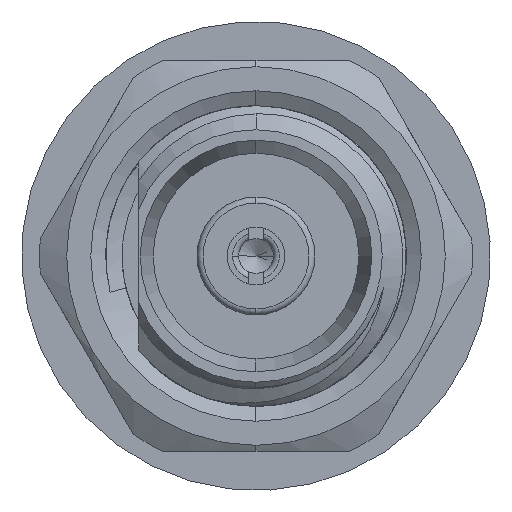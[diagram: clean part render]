
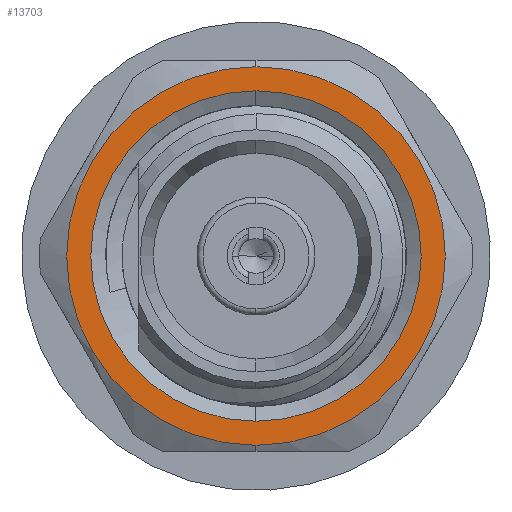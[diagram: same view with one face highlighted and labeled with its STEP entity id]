
A CAD part, left-side view. The second image highlights one B-rep face of the part: STEP entity #13703.
In plain terms, the highlighted planar face has unit normal (-1, 0, 0).
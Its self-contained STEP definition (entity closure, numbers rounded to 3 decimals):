
#842 = CIRCLE ( 'NONE', #28772, 3.15 ) ;
#1359 = CARTESIAN_POINT ( 'NONE',  ( 4.4, 0., -3.15 ) ) ;
#1578 = PLANE ( 'NONE',  #32864 ) ;
#1646 = AXIS2_PLACEMENT_3D ( 'NONE', #5848, #27972, #9040 ) ;
#2254 = ORIENTED_EDGE ( 'NONE', *, *, #5065, .T. ) ;
#4532 = ORIENTED_EDGE ( 'NONE', *, *, #24033, .F. ) ;
#4977 = CARTESIAN_POINT ( 'NONE',  ( 4.4, 0., 0. ) ) ;
#5065 = EDGE_CURVE ( 'NONE', #38293, #40786, #39648, .T. ) ;
#5501 = AXIS2_PLACEMENT_3D ( 'NONE', #29335, #10379, #32533 ) ;
#5661 = CARTESIAN_POINT ( 'NONE',  ( 4.4, 0., 0. ) ) ;
#5848 = CARTESIAN_POINT ( 'NONE',  ( 4.4, 0., 0. ) ) ;
#7264 = EDGE_CURVE ( 'NONE', #40786, #38293, #15110, .T. ) ;
#8031 = CARTESIAN_POINT ( 'NONE',  ( 4.4, 0., -2.749 ) ) ;
#8183 = DIRECTION ( 'NONE',  ( 0., 0., -1. ) ) ;
#8240 = ORIENTED_EDGE ( 'NONE', *, *, #7264, .T. ) ;
#8856 = DIRECTION ( 'NONE',  ( 0., 0., -1. ) ) ;
#9040 = DIRECTION ( 'NONE',  ( 0., 0., 1. ) ) ;
#10379 = DIRECTION ( 'NONE',  ( 1., 0., 0. ) ) ;
#13703 = ADVANCED_FACE ( 'NONE', ( #21529, #30941 ), #1578, .T. ) ;
#15110 = CIRCLE ( 'NONE', #1646, 2.749 ) ;
#17468 = CARTESIAN_POINT ( 'NONE',  ( 4.4, 0., 0. ) ) ;
#19894 = EDGE_LOOP ( 'NONE', ( #4532, #25914 ) ) ;
#20642 = DIRECTION ( 'NONE',  ( 0., 0., 1. ) ) ;
#20721 = CIRCLE ( 'NONE', #37474, 3.15 ) ;
#21529 = FACE_BOUND ( 'NONE', #28093, .T. ) ;
#24033 = EDGE_CURVE ( 'NONE', #28885, #26840, #20721, .T. ) ;
#25151 = CARTESIAN_POINT ( 'NONE',  ( 4.4, 0., 2.749 ) ) ;
#25914 = ORIENTED_EDGE ( 'NONE', *, *, #32184, .F. ) ;
#26840 = VERTEX_POINT ( 'NONE', #30835 ) ;
#27105 = DIRECTION ( 'NONE',  ( 1., 0., 0. ) ) ;
#27787 = DIRECTION ( 'NONE',  ( 1., 0., 0. ) ) ;
#27972 = DIRECTION ( 'NONE',  ( 1., 0., 0. ) ) ;
#28093 = EDGE_LOOP ( 'NONE', ( #8240, #2254 ) ) ;
#28772 = AXIS2_PLACEMENT_3D ( 'NONE', #4977, #27105, #8183 ) ;
#28885 = VERTEX_POINT ( 'NONE', #1359 ) ;
#29335 = CARTESIAN_POINT ( 'NONE',  ( 4.4, 0., 0. ) ) ;
#30835 = CARTESIAN_POINT ( 'NONE',  ( 4.4, 0., 3.15 ) ) ;
#30941 = FACE_OUTER_BOUND ( 'NONE', #19894, .T. ) ;
#32184 = EDGE_CURVE ( 'NONE', #26840, #28885, #842, .T. ) ;
#32533 = DIRECTION ( 'NONE',  ( 0., 0., 1. ) ) ;
#32864 = AXIS2_PLACEMENT_3D ( 'NONE', #17468, #39598, #20642 ) ;
#37474 = AXIS2_PLACEMENT_3D ( 'NONE', #5661, #27787, #8856 ) ;
#38293 = VERTEX_POINT ( 'NONE', #8031 ) ;
#39598 = DIRECTION ( 'NONE',  ( -1., 0., 0. ) ) ;
#39648 = CIRCLE ( 'NONE', #5501, 2.749 ) ;
#40786 = VERTEX_POINT ( 'NONE', #25151 ) ;
